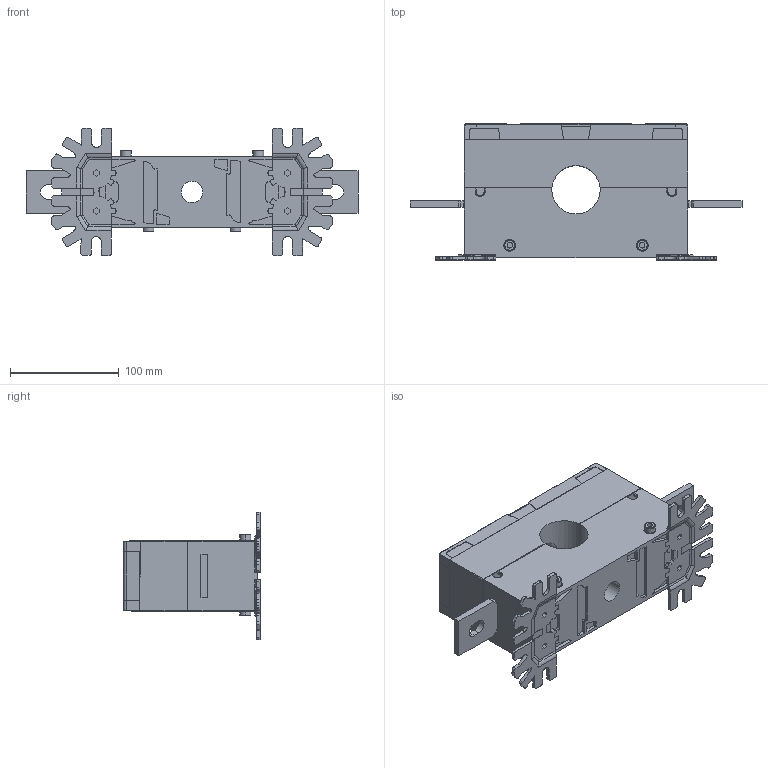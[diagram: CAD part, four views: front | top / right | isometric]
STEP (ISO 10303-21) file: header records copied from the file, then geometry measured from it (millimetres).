
FILE_DESCRIPTION((''),'2;1');
FILE_NAME('OXN800S_ASM_SW0001','2024-07-18T10:45:54',('FIRARAN'),(''),'CREO PARAMETRIC BY PTC INC, 2022364','CREO PARAMETRIC BY PTC INC, 2022364','');
FILE_SCHEMA(('AUTOMOTIVE_DESIGN { 1 0 10303 214 1 1 1 1 }'));
Length unit declared in the file: millimetre
Products named in the file (1): OXN800S_ASM_SW0001
Bounding box: 305.6 x 125.3 x 117.12 mm (x, y, z)
Volume: 1538960.7 mm3; surface area: 138986.6 mm2
Topology: 1 solids, 1 shells, 1151 faces, 3227 edges, 2105 vertices
Faces by surface type: plane 649, cylinder 428, torus 51, cone 17, bspline 6
Entity records: 48689 total; most frequent: CARTESIAN_POINT 8275, ORIENTED_EDGE 6438, DIRECTION 6228, EDGE_CURVE 3219, VECTOR 2205, LINE 2205, VERTEX_POINT 2105, AXIS2_PLACEMENT_3D 2010
